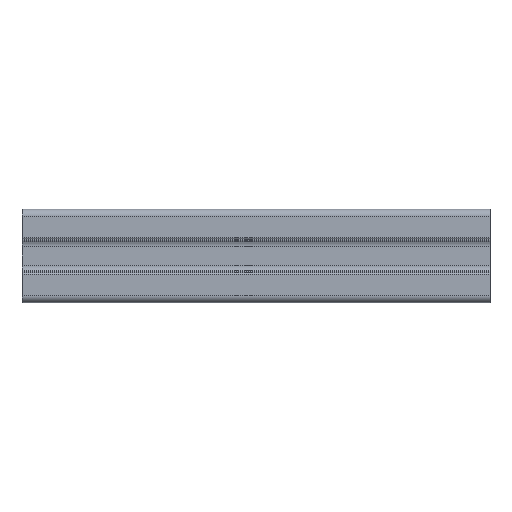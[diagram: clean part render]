
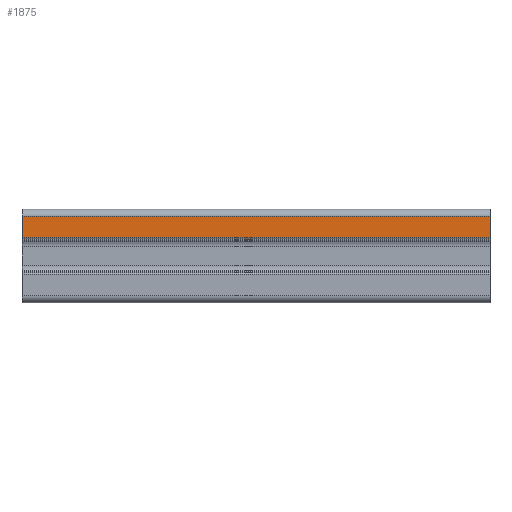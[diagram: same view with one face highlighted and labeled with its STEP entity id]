
A CAD part, front view. The second image highlights one B-rep face of the part: STEP entity #1875.
In plain terms, the highlighted planar face has unit normal (0, -1, 0).
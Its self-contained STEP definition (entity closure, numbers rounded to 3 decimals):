
#23=PLANE('',#2094);
#75=FACE_OUTER_BOUND('',#180,.T.);
#180=EDGE_LOOP('',(#1450,#1451,#1452,#1453));
#281=LINE('',#2833,#466);
#354=LINE('',#3124,#539);
#369=LINE('',#3189,#554);
#371=LINE('',#3192,#556);
#466=VECTOR('',#2231,1000.);
#539=VECTOR('',#2456,1000.);
#554=VECTOR('',#2513,1000.);
#556=VECTOR('',#2517,1000.);
#768=VERTEX_POINT('',#2830);
#769=VERTEX_POINT('',#2832);
#855=VERTEX_POINT('',#3010);
#911=VERTEX_POINT('',#3122);
#962=EDGE_CURVE('',#768,#769,#281,.T.);
#1110=EDGE_CURVE('',#855,#911,#354,.T.);
#1145=EDGE_CURVE('',#768,#855,#369,.T.);
#1147=EDGE_CURVE('',#769,#911,#371,.T.);
#1450=ORIENTED_EDGE('',*,*,#1110,.T.);
#1451=ORIENTED_EDGE('',*,*,#1147,.F.);
#1452=ORIENTED_EDGE('',*,*,#962,.F.);
#1453=ORIENTED_EDGE('',*,*,#1145,.T.);
#1875=ADVANCED_FACE('',(#75),#23,.F.);
#2094=AXIS2_PLACEMENT_3D('',#3191,#2515,#2516);
#2231=DIRECTION('',(0.,0.,-1.));
#2456=DIRECTION('',(0.,0.,-1.));
#2513=DIRECTION('',(-1.,0.,0.));
#2515=DIRECTION('center_axis',(0.,1.,0.));
#2516=DIRECTION('ref_axis',(0.,0.,1.));
#2517=DIRECTION('',(-1.,0.,0.));
#2830=CARTESIAN_POINT('',(100.,-10.,8.5));
#2832=CARTESIAN_POINT('',(100.,-10.,3.9));
#2833=CARTESIAN_POINT('',(100.,-10.,8.5));
#3010=CARTESIAN_POINT('',(0.,-10.,8.5));
#3122=CARTESIAN_POINT('',(0.,-10.,3.9));
#3124=CARTESIAN_POINT('',(0.,-10.,8.5));
#3189=CARTESIAN_POINT('',(100.,-10.,8.5));
#3191=CARTESIAN_POINT('Origin',(100.,-10.,8.5));
#3192=CARTESIAN_POINT('',(100.,-10.,3.9));
